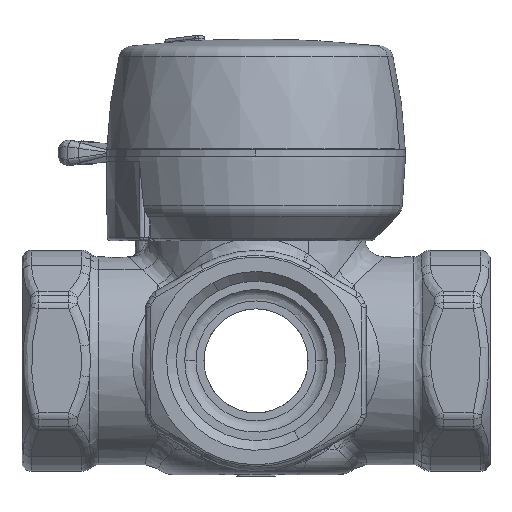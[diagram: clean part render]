
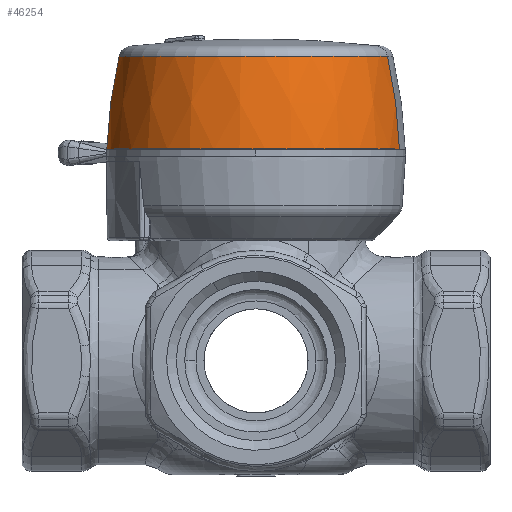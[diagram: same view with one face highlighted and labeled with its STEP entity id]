
A CAD part, front view. The second image highlights one B-rep face of the part: STEP entity #46254.
In plain terms, the highlighted face is a revolution surface.
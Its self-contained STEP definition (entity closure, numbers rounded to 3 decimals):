
#46192=AXIS2_PLACEMENT_3D('Circle Axis2P3D',#46190,#46191,$) ;
#46237=AXIS2_PLACEMENT_3D('Circle Axis2P3D',#46235,#46236,$) ;
#46185=CARTESIAN_POINT('Vertex',(11.027,-20.184,66.5)) ;
#46187=CARTESIAN_POINT('Vertex',(-11.027,20.184,66.5)) ;
#46190=CARTESIAN_POINT('Axis2P3D Location',(0.,0.,66.5)) ;
#46219=CARTESIAN_POINT('Control Point',(0.,23.,66.5)) ;
#46220=CARTESIAN_POINT('Control Point',(0.,22.831,71.344)) ;
#46221=CARTESIAN_POINT('Control Point',(0.,22.191,76.171)) ;
#46222=CARTESIAN_POINT('Control Point',(0.,21.092,80.891)) ;
#46223=CARTESIAN_POINT('Axis1P Location',(0.,0.,75.)) ;
#46228=CARTESIAN_POINT('Control Point',(11.027,-20.184,66.5)) ;
#46229=CARTESIAN_POINT('Control Point',(10.946,-20.036,71.344)) ;
#46230=CARTESIAN_POINT('Control Point',(10.639,-19.474,76.171)) ;
#46231=CARTESIAN_POINT('Control Point',(10.112,-18.51,80.891)) ;
#46232=CARTESIAN_POINT('Vertex',(10.112,-18.51,80.891)) ;
#46235=CARTESIAN_POINT('Axis2P3D Location',(0.,0.,80.891)) ;
#46239=CARTESIAN_POINT('Vertex',(-10.112,18.51,80.891)) ;
#46243=CARTESIAN_POINT('Control Point',(-11.027,20.184,66.5)) ;
#46244=CARTESIAN_POINT('Control Point',(-10.946,20.036,71.344)) ;
#46245=CARTESIAN_POINT('Control Point',(-10.639,19.474,76.171)) ;
#46246=CARTESIAN_POINT('Control Point',(-10.112,18.51,80.891)) ;
#46191=DIRECTION('Axis2P3D Direction',(0.,0.,1.)) ;
#46224=DIRECTION('Axis1P Direction',(0.,0.,1.)) ;
#46236=DIRECTION('Axis2P3D Direction',(0.,0.,1.)) ;
#46225=AXIS1_PLACEMENT('Revolution Surface Axis1P',#46223,#46224) ;
#46249=ORIENTED_EDGE('',*,*,#46234,.T.) ;
#46250=ORIENTED_EDGE('',*,*,#46241,.F.) ;
#46251=ORIENTED_EDGE('',*,*,#46247,.F.) ;
#46252=ORIENTED_EDGE('',*,*,#46194,.T.) ;
#46254=ADVANCED_FACE('',(#46253),#46226,.T.) ;
#46218=B_SPLINE_CURVE_WITH_KNOTS('',3,(#46219,#46220,#46221,#46222),.UNSPECIFIED.,.F.,.U.,(4,4),(473.857,488.397),.UNSPECIFIED.) ;
#46227=B_SPLINE_CURVE_WITH_KNOTS('',3,(#46228,#46229,#46230,#46231),.UNSPECIFIED.,.F.,.U.,(4,4),(473.857,488.397),.UNSPECIFIED.) ;
#46242=B_SPLINE_CURVE_WITH_KNOTS('',3,(#46243,#46244,#46245,#46246),.UNSPECIFIED.,.F.,.U.,(4,4),(473.857,488.397),.UNSPECIFIED.) ;
#46193=CIRCLE('generated circle',#46192,23.) ;
#46238=CIRCLE('generated circle',#46237,21.092) ;
#46194=EDGE_CURVE('',#46188,#46186,#46193,.T.) ;
#46234=EDGE_CURVE('',#46186,#46233,#46227,.T.) ;
#46241=EDGE_CURVE('',#46240,#46233,#46238,.T.) ;
#46247=EDGE_CURVE('',#46188,#46240,#46242,.T.) ;
#46248=EDGE_LOOP('',(#46249,#46250,#46251,#46252)) ;
#46253=FACE_OUTER_BOUND('',#46248,.T.) ;
#46226=SURFACE_OF_REVOLUTION('Surface of Revolution',#46218,#46225) ;
#46186=VERTEX_POINT('',#46185) ;
#46188=VERTEX_POINT('',#46187) ;
#46233=VERTEX_POINT('',#46232) ;
#46240=VERTEX_POINT('',#46239) ;
